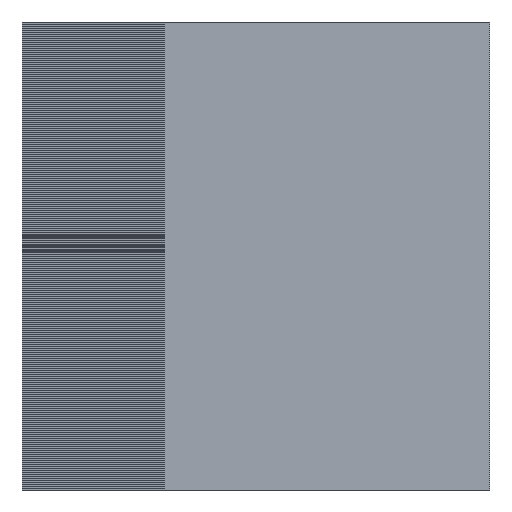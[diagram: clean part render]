
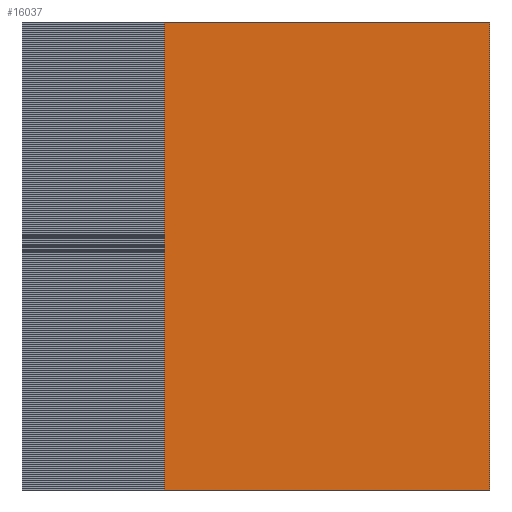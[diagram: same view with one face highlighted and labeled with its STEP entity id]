
A CAD part, left-side view. The second image highlights one B-rep face of the part: STEP entity #16037.
In plain terms, the highlighted planar face has unit normal (1, 0, 0).
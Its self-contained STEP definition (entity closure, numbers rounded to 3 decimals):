
#2449 = EDGE_CURVE ( 'NONE', #8710, #16189, #26726, .T. ) ;
#4019 = CARTESIAN_POINT ( 'NONE',  ( -82.4, 0., 0. ) ) ;
#4261 = CARTESIAN_POINT ( 'NONE',  ( -82.4, 0., 10. ) ) ;
#6915 = DIRECTION ( 'NONE',  ( 0., 0., 1. ) ) ;
#8054 = LINE ( 'NONE', #18111, #21126 ) ;
#8710 = VERTEX_POINT ( 'NONE', #4261 ) ;
#13069 = EDGE_CURVE ( 'NONE', #29931, #16189, #28512, .T. ) ;
#13243 = EDGE_CURVE ( 'NONE', #19713, #29931, #8054, .T. ) ;
#14360 = CARTESIAN_POINT ( 'NONE',  ( -82.4, 0., 0. ) ) ;
#14627 = VECTOR ( 'NONE', #6915, 1000. ) ;
#14721 = CARTESIAN_POINT ( 'NONE',  ( -82.4, 6.958, 0. ) ) ;
#15633 = CARTESIAN_POINT ( 'NONE',  ( -82.4, 6.958, 0. ) ) ;
#16037 = ADVANCED_FACE ( 'NONE', ( #20819 ), #27364, .T. ) ;
#16189 = VERTEX_POINT ( 'NONE', #22873 ) ;
#16401 = EDGE_LOOP ( 'NONE', ( #17258, #32866, #31804, #33057 ) ) ;
#16783 = AXIS2_PLACEMENT_3D ( 'NONE', #14360, #32645, #16973 ) ;
#16973 = DIRECTION ( 'NONE',  ( 0., 0., -1. ) ) ;
#17258 = ORIENTED_EDGE ( 'NONE', *, *, #2449, .F. ) ;
#18111 = CARTESIAN_POINT ( 'NONE',  ( -82.4, 0., 0. ) ) ;
#19535 = CARTESIAN_POINT ( 'NONE',  ( -82.4, 0., 0. ) ) ;
#19713 = VERTEX_POINT ( 'NONE', #19535 ) ;
#19742 = VECTOR ( 'NONE', #20651, 1000. ) ;
#20651 = DIRECTION ( 'NONE',  ( 0., 1., 0. ) ) ;
#20726 = DIRECTION ( 'NONE',  ( 0., 1., 0. ) ) ;
#20819 = FACE_OUTER_BOUND ( 'NONE', #16401, .T. ) ;
#21126 = VECTOR ( 'NONE', #20726, 1000. ) ;
#22294 = EDGE_CURVE ( 'NONE', #19713, #8710, #31953, .T. ) ;
#22873 = CARTESIAN_POINT ( 'NONE',  ( -82.4, 6.958, 10. ) ) ;
#24155 = VECTOR ( 'NONE', #27550, 1000. ) ;
#26726 = LINE ( 'NONE', #32699, #19742 ) ;
#27364 = PLANE ( 'NONE',  #16783 ) ;
#27550 = DIRECTION ( 'NONE',  ( 0., 0., 1. ) ) ;
#28512 = LINE ( 'NONE', #14721, #14627 ) ;
#29931 = VERTEX_POINT ( 'NONE', #15633 ) ;
#31804 = ORIENTED_EDGE ( 'NONE', *, *, #13243, .T. ) ;
#31953 = LINE ( 'NONE', #4019, #24155 ) ;
#32645 = DIRECTION ( 'NONE',  ( 1., 0., 0. ) ) ;
#32699 = CARTESIAN_POINT ( 'NONE',  ( -82.4, 0., 10. ) ) ;
#32866 = ORIENTED_EDGE ( 'NONE', *, *, #22294, .F. ) ;
#33057 = ORIENTED_EDGE ( 'NONE', *, *, #13069, .T. ) ;
